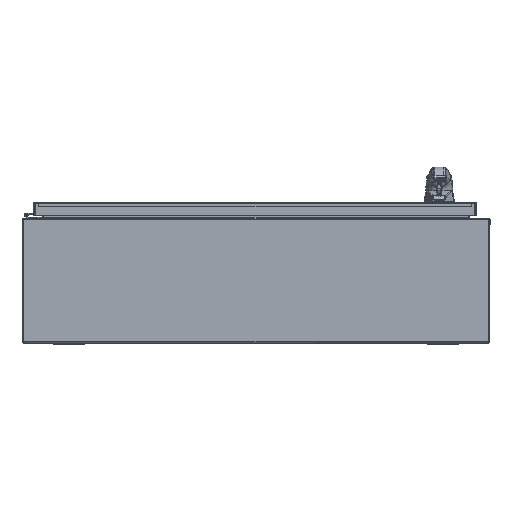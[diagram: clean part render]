
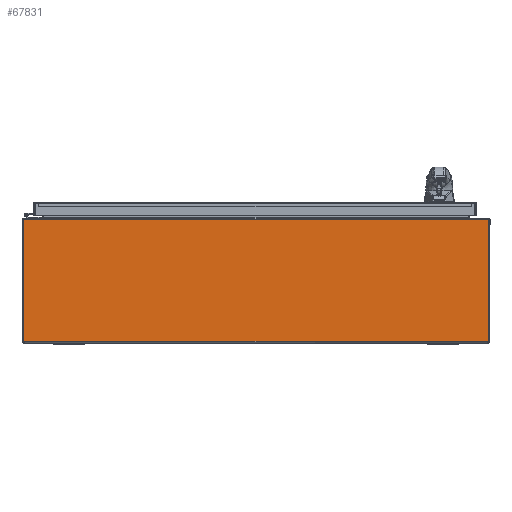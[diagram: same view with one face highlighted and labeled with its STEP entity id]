
A CAD part, front view. The second image highlights one B-rep face of the part: STEP entity #67831.
In plain terms, the highlighted planar face has unit normal (0, -1, 0).
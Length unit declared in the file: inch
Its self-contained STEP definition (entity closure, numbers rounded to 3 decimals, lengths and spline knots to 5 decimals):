
#1952 = CARTESIAN_POINT ( 'NONE',  ( 14.91495, -18., 7.89475 ) ) ;
#4781 = CIRCLE ( 'NONE', #37678, 0.07 ) ;
#7143 = ORIENTED_EDGE ( 'NONE', *, *, #62026, .T. ) ;
#9948 = CARTESIAN_POINT ( 'NONE',  ( 0., -18., 4.00948 ) ) ;
#14961 = DIRECTION ( 'NONE',  ( -1., 0., 0. ) ) ;
#17740 = EDGE_CURVE ( 'NONE', #64677, #46392, #102769, .T. ) ;
#19402 = DIRECTION ( 'NONE',  ( 1., 0., 0. ) ) ;
#20837 = LINE ( 'NONE', #30213, #119093 ) ;
#20914 = ORIENTED_EDGE ( 'NONE', *, *, #119231, .T. ) ;
#21022 = AXIS2_PLACEMENT_3D ( 'NONE', #9948, #76317, #19402 ) ;
#21816 = VERTEX_POINT ( 'NONE', #23984 ) ;
#22986 = ORIENTED_EDGE ( 'NONE', *, *, #115595, .T. ) ;
#23018 = CARTESIAN_POINT ( 'NONE',  ( -14.963, -18., 0.12745 ) ) ;
#23984 = CARTESIAN_POINT ( 'NONE',  ( 14.963, -18., 0.12745 ) ) ;
#24921 = CARTESIAN_POINT ( 'NONE',  ( 14.93789, -18., 0.06211 ) ) ;
#26666 = CARTESIAN_POINT ( 'NONE',  ( -14.91495, -18., 7.89475 ) ) ;
#30126 = VERTEX_POINT ( 'NONE', #26666 ) ;
#30213 = CARTESIAN_POINT ( 'NONE',  ( -14.91495, -18., 7.89475 ) ) ;
#30496 = CARTESIAN_POINT ( 'NONE',  ( -14.88277, -18., 0.10525 ) ) ;
#31328 = VERTEX_POINT ( 'NONE', #30496 ) ;
#31395 = VECTOR ( 'NONE', #61190, 39.37008 ) ;
#32609 = EDGE_CURVE ( 'NONE', #64677, #21816, #44768, .T. ) ;
#34026 = CARTESIAN_POINT ( 'NONE',  ( 14.963, -18., 7.89475 ) ) ;
#34470 = ORIENTED_EDGE ( 'NONE', *, *, #106216, .T. ) ;
#34489 = DIRECTION ( 'NONE',  ( 1., 0., 0. ) ) ;
#35229 = EDGE_CURVE ( 'NONE', #105707, #35982, #45879, .T. ) ;
#35982 = VERTEX_POINT ( 'NONE', #98879 ) ;
#37678 = AXIS2_PLACEMENT_3D ( 'NONE', #24921, #91432, #34489 ) ;
#40438 = DIRECTION ( 'NONE',  ( 0., 0., 1. ) ) ;
#41252 = DIRECTION ( 'NONE',  ( 0., 1., 0. ) ) ;
#42238 = LINE ( 'NONE', #1952, #115168 ) ;
#44768 = LINE ( 'NONE', #118647, #31395 ) ;
#45879 = LINE ( 'NONE', #49912, #118831 ) ;
#46392 = VERTEX_POINT ( 'NONE', #95399 ) ;
#49138 = VECTOR ( 'NONE', #14961, 39.37008 ) ;
#49912 = CARTESIAN_POINT ( 'NONE',  ( -14.963, -18., 0.12745 ) ) ;
#53886 = ORIENTED_EDGE ( 'NONE', *, *, #32609, .F. ) ;
#60202 = DIRECTION ( 'NONE',  ( 1., 0., 0. ) ) ;
#61190 = DIRECTION ( 'NONE',  ( 0., 0., -1. ) ) ;
#62026 = EDGE_CURVE ( 'NONE', #31328, #117379, #111430, .T. ) ;
#64677 = VERTEX_POINT ( 'NONE', #67508 ) ;
#66321 = PLANE ( 'NONE',  #21022 ) ;
#67404 = EDGE_LOOP ( 'NONE', ( #75173, #20914, #22986, #105156, #34470, #7143, #83702, #53886 ) ) ;
#67508 = CARTESIAN_POINT ( 'NONE',  ( 14.963, -18., 7.89475 ) ) ;
#67831 = ADVANCED_FACE ( 'NONE', ( #79308 ), #66321, .F. ) ;
#69546 = CIRCLE ( 'NONE', #110860, 0.07 ) ;
#75173 = ORIENTED_EDGE ( 'NONE', *, *, #17740, .T. ) ;
#76317 = DIRECTION ( 'NONE',  ( 0., 1., 0. ) ) ;
#77870 = DIRECTION ( 'NONE',  ( -1., 0., 0. ) ) ;
#79308 = FACE_OUTER_BOUND ( 'NONE', #67404, .T. ) ;
#81601 = EDGE_CURVE ( 'NONE', #117379, #21816, #4781, .T. ) ;
#83702 = ORIENTED_EDGE ( 'NONE', *, *, #81601, .T. ) ;
#86134 = VECTOR ( 'NONE', #60202, 39.37008 ) ;
#88926 = CARTESIAN_POINT ( 'NONE',  ( -14.88277, -18., 0.10525 ) ) ;
#91432 = DIRECTION ( 'NONE',  ( 0., 1., 0. ) ) ;
#95399 = CARTESIAN_POINT ( 'NONE',  ( 14.91495, -18., 7.89475 ) ) ;
#96759 = DIRECTION ( 'NONE',  ( -1., 0., 0. ) ) ;
#98226 = CARTESIAN_POINT ( 'NONE',  ( -14.93789, -18., 0.06211 ) ) ;
#98879 = CARTESIAN_POINT ( 'NONE',  ( -14.963, -18., 7.89475 ) ) ;
#102769 = LINE ( 'NONE', #34026, #49138 ) ;
#105156 = ORIENTED_EDGE ( 'NONE', *, *, #35229, .F. ) ;
#105707 = VERTEX_POINT ( 'NONE', #23018 ) ;
#106216 = EDGE_CURVE ( 'NONE', #105707, #31328, #69546, .T. ) ;
#107783 = DIRECTION ( 'NONE',  ( 1., 0., 0. ) ) ;
#110574 = CARTESIAN_POINT ( 'NONE',  ( 14.88277, -18., 0.10525 ) ) ;
#110860 = AXIS2_PLACEMENT_3D ( 'NONE', #98226, #41252, #107783 ) ;
#111430 = LINE ( 'NONE', #88926, #86134 ) ;
#115168 = VECTOR ( 'NONE', #77870, 39.37008 ) ;
#115595 = EDGE_CURVE ( 'NONE', #30126, #35982, #20837, .T. ) ;
#117379 = VERTEX_POINT ( 'NONE', #110574 ) ;
#118647 = CARTESIAN_POINT ( 'NONE',  ( 14.963, -18., 7.89475 ) ) ;
#118831 = VECTOR ( 'NONE', #40438, 39.37008 ) ;
#119093 = VECTOR ( 'NONE', #96759, 39.37008 ) ;
#119231 = EDGE_CURVE ( 'NONE', #46392, #30126, #42238, .T. ) ;
